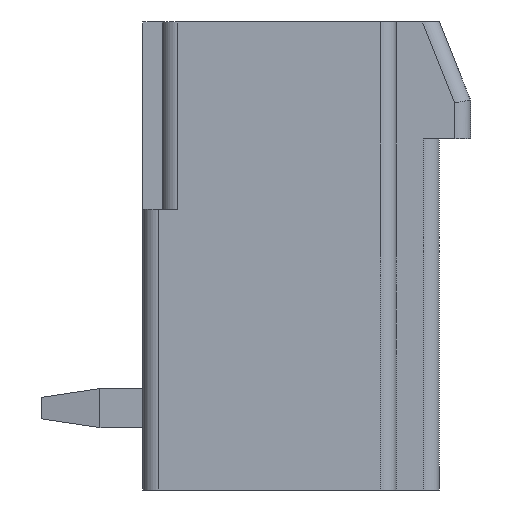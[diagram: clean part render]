
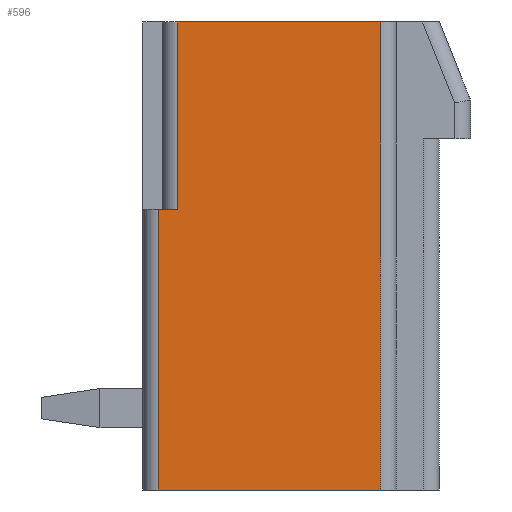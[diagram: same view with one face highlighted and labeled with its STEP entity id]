
A CAD part, left-side view. The second image highlights one B-rep face of the part: STEP entity #596.
In plain terms, the highlighted planar face has unit normal (-1, 0, 0).
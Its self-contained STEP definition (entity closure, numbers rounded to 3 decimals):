
#596 = ADVANCED_FACE( '', ( #1286 ), #1287, .T. );
#1286 = FACE_OUTER_BOUND( '', #2106, .T. );
#1287 = PLANE( '', #2107 );
#2106 = EDGE_LOOP( '', ( #3527, #3528, #3529, #3530, #3531, #3532 ) );
#2107 = AXIS2_PLACEMENT_3D( '', #3533, #3534, #3535 );
#3527 = ORIENTED_EDGE( '', *, *, #5444, .T. );
#3528 = ORIENTED_EDGE( '', *, *, #5189, .T. );
#3529 = ORIENTED_EDGE( '', *, *, #5412, .F. );
#3530 = ORIENTED_EDGE( '', *, *, #5385, .T. );
#3531 = ORIENTED_EDGE( '', *, *, #5445, .T. );
#3532 = ORIENTED_EDGE( '', *, *, #5446, .T. );
#3533 = CARTESIAN_POINT( '', ( -3.68, 0., 0. ) );
#3534 = DIRECTION( '', ( -1., 0., 0. ) );
#3535 = DIRECTION( '', ( 0., 0., 1. ) );
#5189 = EDGE_CURVE( '', #6297, #6301, #6303, .T. );
#5385 = EDGE_CURVE( '', #6610, #6614, #6616, .T. );
#5412 = EDGE_CURVE( '', #6610, #6301, #6654, .T. );
#5444 = EDGE_CURVE( '', #6698, #6297, #6699, .T. );
#5445 = EDGE_CURVE( '', #6614, #6700, #6701, .T. );
#5446 = EDGE_CURVE( '', #6700, #6698, #6702, .T. );
#6297 = VERTEX_POINT( '', #7829 );
#6301 = VERTEX_POINT( '', #7834 );
#6303 = LINE( '', #7836, #7837 );
#6610 = VERTEX_POINT( '', #8272 );
#6614 = VERTEX_POINT( '', #8277 );
#6616 = LINE( '', #8279, #8280 );
#6654 = LINE( '', #8332, #8333 );
#6698 = VERTEX_POINT( '', #8398 );
#6699 = LINE( '', #8399, #8400 );
#6700 = VERTEX_POINT( '', #8401 );
#6701 = LINE( '', #8402, #8403 );
#6702 = LINE( '', #8404, #8405 );
#7829 = CARTESIAN_POINT( '', ( -3.68, 7.5, 12. ) );
#7834 = CARTESIAN_POINT( '', ( -3.68, 7.5, 7.2 ) );
#7836 = CARTESIAN_POINT( '', ( -3.68, 7.5, 0. ) );
#7837 = VECTOR( '', #9431, 1000. );
#8272 = CARTESIAN_POINT( '', ( -3.68, 8., 7.2 ) );
#8277 = CARTESIAN_POINT( '', ( -3.68, 8., 0. ) );
#8279 = CARTESIAN_POINT( '', ( -3.68, 8., 0. ) );
#8280 = VECTOR( '', #9645, 1000. );
#8332 = CARTESIAN_POINT( '', ( -3.68, 8.4, 7.2 ) );
#8333 = VECTOR( '', #9669, 1000. );
#8398 = CARTESIAN_POINT( '', ( -3.68, 2.3, 12. ) );
#8399 = CARTESIAN_POINT( '', ( -3.68, 1.9, 12. ) );
#8400 = VECTOR( '', #9694, 1000. );
#8401 = CARTESIAN_POINT( '', ( -3.68, 2.3, 0. ) );
#8402 = CARTESIAN_POINT( '', ( -3.68, 7.9, 0. ) );
#8403 = VECTOR( '', #9695, 1000. );
#8404 = CARTESIAN_POINT( '', ( -3.68, 2.3, 12. ) );
#8405 = VECTOR( '', #9696, 1000. );
#9431 = DIRECTION( '', ( 0., 0., -1. ) );
#9645 = DIRECTION( '', ( 0., 0., -1. ) );
#9669 = DIRECTION( '', ( 0., -1., 0. ) );
#9694 = DIRECTION( '', ( 0., 1., 0. ) );
#9695 = DIRECTION( '', ( 0., -1., 0. ) );
#9696 = DIRECTION( '', ( 0., 0., 1. ) );
